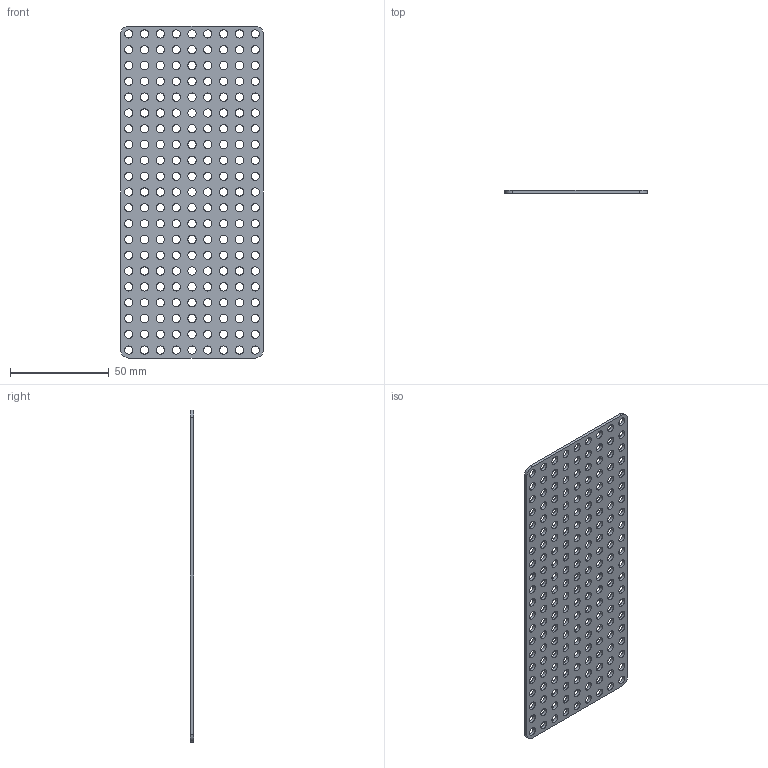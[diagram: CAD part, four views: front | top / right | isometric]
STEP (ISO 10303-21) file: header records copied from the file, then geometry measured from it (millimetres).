
FILE_DESCRIPTION(/* description */ (''),/* implementation_level */ '2;1');
FILE_NAME(/* name */ 'Matrix_04-0921.ipt.stp',/* time_stamp */ '2014-12-18T17:42:14-08:00',/* author */ ('Autodesk Inc.'),/* organization */ ('Autodesk Inc.'),/* preprocessor_version */ 'ST-DEVELOPER v15.6',/* originating_system */ 'Autodesk Inventor 2015',/* authorisation */ '');
FILE_SCHEMA (('AUTOMOTIVE_DESIGN { 1 0 10303 214 3 1 1 }'));
Length unit declared in the file: millimetre
Products named in the file (1): Matrix_04-0921
Bounding box: 72 x 1.6 x 168 mm (x, y, z)
Volume: 15142 mm3; surface area: 23674.6 mm2
Topology: 1 solids, 1 shells, 199 faces, 591 edges, 394 vertices
Faces by surface type: cylinder 193, plane 6
Full cylindrical faces by diameter (mm): 4.2 x189
Entity records: 6746 total; most frequent: DIRECTION 1188, CARTESIAN_POINT 996, ORIENTED_EDGE 804, EDGE_LOOP 766, AXIS2_PLACEMENT_3D 586, FACE_BOUND 567, EDGE_CURVE 402, VERTEX_POINT 394
